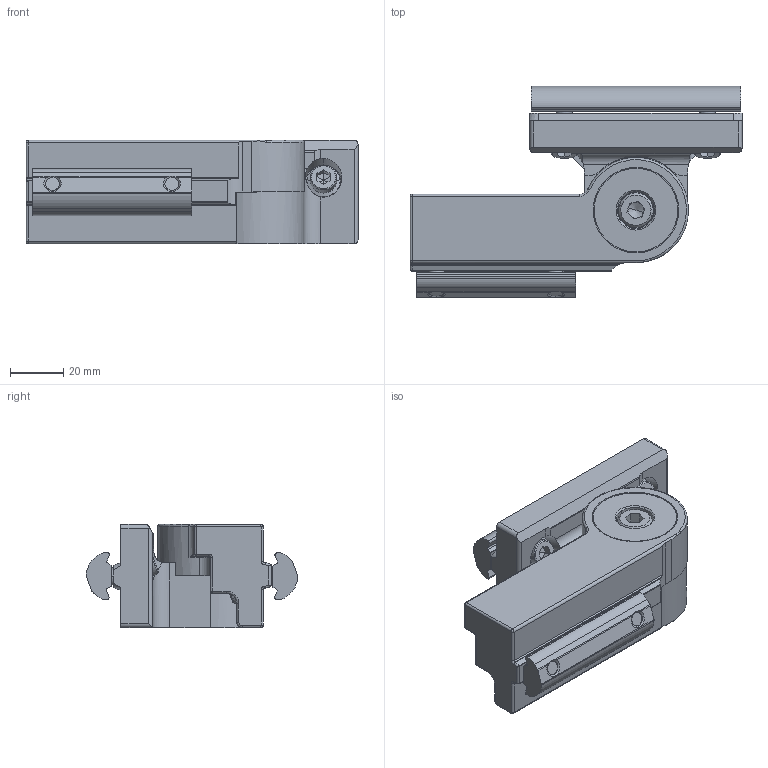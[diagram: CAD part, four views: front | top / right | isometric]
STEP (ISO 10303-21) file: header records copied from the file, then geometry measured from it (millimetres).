
FILE_DESCRIPTION (( 'STEP AP214' ), '1' );
FILE_NAME ('40mm Adjustable Angle Bracket - Profile Mount to Offset Profile Mount Kit(40CAB-0411-008-01).STEP', '2023-09-06T21:36:46', ( '' ), ( '' ), 'SwSTEP 2.0', 'SolidWorks 2020', '' );
FILE_SCHEMA (( 'AUTOMOTIVE_DESIGN' ));
Length unit declared in the file: millimetre
Products named in the file (3): 40mm Adjustable Angle Bracket - Profile Mount to Offset Profile Mount Kit(40CAB-0411-008-01); 40mm Adjustable Angle Bracket - Profile Mount _Female; 40mm Adjustable Angle Bracket - Offset Profile Mount Male_Standard
Assembly tree (2 placements, depth 2):
  40mm Adjustable Angle Bracket - Profile Mount to Offset Profile Mount Kit(40CAB-0411-008-01)
    40mm Adjustable Angle Bracket - Offset Profile Mount Male_Standard
    40mm Adjustable Angle Bracket - Profile Mount _Female
Bounding box: 125.2 x 79.77 x 39 mm (x, y, z)
Volume: 104005.5 mm3; surface area: 50487.8 mm2
Topology: 10 solids, 11 shells, 473 faces, 1132 edges, 682 vertices
Faces by surface type: cylinder 172, plane 140, cone 82, torus 46, bspline 32, sphere 1
Entity records: 15224 total; most frequent: CARTESIAN_POINT 4263, ORIENTED_EDGE 2244, DIRECTION 2234, EDGE_CURVE 1122, AXIS2_PLACEMENT_3D 868, VERTEX_POINT 683, EDGE_LOOP 507, VECTOR 498
